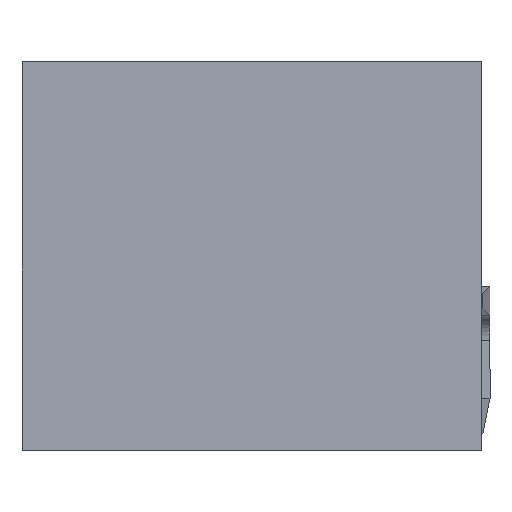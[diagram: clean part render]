
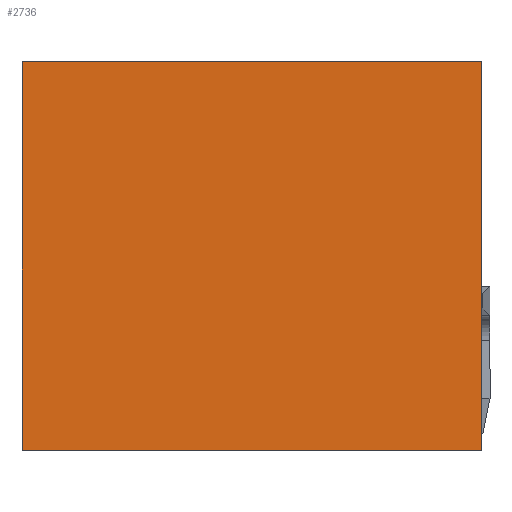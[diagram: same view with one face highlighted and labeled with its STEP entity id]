
A CAD part, top view. The second image highlights one B-rep face of the part: STEP entity #2736.
In plain terms, the highlighted planar face has unit normal (0, 0, 1).
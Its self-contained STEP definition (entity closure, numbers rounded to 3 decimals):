
#752=ORIENTED_EDGE('',*,*,#1215,.T.);
#753=ORIENTED_EDGE('',*,*,#1216,.F.);
#754=ORIENTED_EDGE('',*,*,#1217,.F.);
#755=ORIENTED_EDGE('',*,*,#1218,.T.);
#1215=EDGE_CURVE('',#1482,#1483,#1831,.T.);
#1216=EDGE_CURVE('',#1484,#1483,#1832,.T.);
#1217=EDGE_CURVE('',#1485,#1484,#1833,.T.);
#1218=EDGE_CURVE('',#1485,#1482,#1834,.T.);
#1482=VERTEX_POINT('',#4347);
#1483=VERTEX_POINT('',#4348);
#1484=VERTEX_POINT('',#4350);
#1485=VERTEX_POINT('',#4352);
#1831=LINE('',#4346,#2183);
#1832=LINE('',#4349,#2184);
#1833=LINE('',#4351,#2185);
#1834=LINE('',#4353,#2186);
#2183=VECTOR('',#3561,1000.);
#2184=VECTOR('',#3562,1000.);
#2185=VECTOR('',#3563,1000.);
#2186=VECTOR('',#3564,1000.);
#2342=EDGE_LOOP('',(#752,#753,#754,#755));
#2484=FACE_BOUND('',#2342,.T.);
#2610=PLANE('',#2930);
#2736=ADVANCED_FACE('',(#2484),#2610,.F.);
#2930=AXIS2_PLACEMENT_3D('',#4345,#3559,#3560);
#3559=DIRECTION('',(0.,0.,-1.));
#3560=DIRECTION('',(-1.,0.,0.));
#3561=DIRECTION('',(-1.,0.,0.));
#3562=DIRECTION('',(0.,1.,0.));
#3563=DIRECTION('',(-1.,0.,0.));
#3564=DIRECTION('',(0.,1.,0.));
#4345=CARTESIAN_POINT('',(2.75,-3.25,1.4));
#4346=CARTESIAN_POINT('',(2.75,3.25,1.4));
#4347=CARTESIAN_POINT('',(2.75,3.25,1.4));
#4348=CARTESIAN_POINT('',(-2.75,3.25,1.4));
#4349=CARTESIAN_POINT('',(-2.75,-3.25,1.4));
#4350=CARTESIAN_POINT('',(-2.75,-3.25,1.4));
#4351=CARTESIAN_POINT('',(2.75,-3.25,1.4));
#4352=CARTESIAN_POINT('',(2.75,-3.25,1.4));
#4353=CARTESIAN_POINT('',(2.75,-3.25,1.4));
